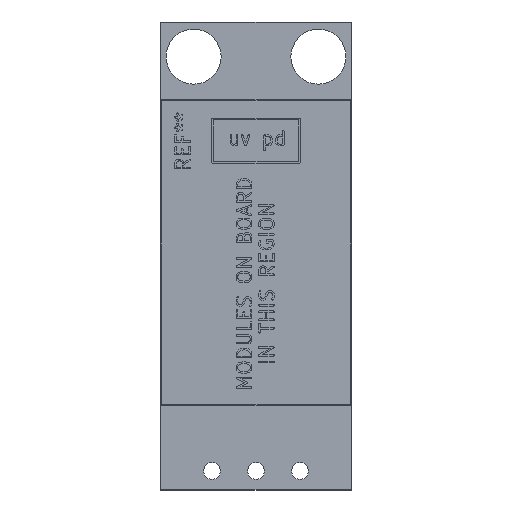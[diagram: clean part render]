
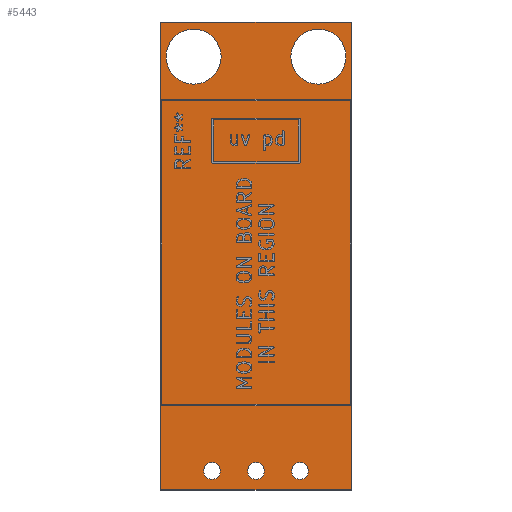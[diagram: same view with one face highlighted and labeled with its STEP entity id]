
A CAD part, top view. The second image highlights one B-rep face of the part: STEP entity #5443.
In plain terms, the highlighted planar face has unit normal (0, 0, 1).
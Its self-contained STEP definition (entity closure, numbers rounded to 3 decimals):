
#5443 = ADVANCED_FACE('',(#5444,#5478,#5489,#5500,#5511,#5522),#5533,.T.
  );
#5444 = FACE_BOUND('',#5445,.F.);
#5445 = EDGE_LOOP('',(#5446,#5456,#5464,#5472));
#5446 = ORIENTED_EDGE('',*,*,#5447,.T.);
#5447 = EDGE_CURVE('',#5448,#5450,#5452,.T.);
#5448 = VERTEX_POINT('',#5449);
#5449 = CARTESIAN_POINT('',(143.001,-90.531,1.56));
#5450 = VERTEX_POINT('',#5451);
#5451 = CARTESIAN_POINT('',(143.001,-63.531,1.56));
#5452 = LINE('',#5453,#5454);
#5453 = CARTESIAN_POINT('',(143.001,-90.531,1.56));
#5454 = VECTOR('',#5455,1.);
#5455 = DIRECTION('',(0.,1.,0.));
#5456 = ORIENTED_EDGE('',*,*,#5457,.T.);
#5457 = EDGE_CURVE('',#5450,#5458,#5460,.T.);
#5458 = VERTEX_POINT('',#5459);
#5459 = CARTESIAN_POINT('',(154.001,-63.531,1.56));
#5460 = LINE('',#5461,#5462);
#5461 = CARTESIAN_POINT('',(143.001,-63.531,1.56));
#5462 = VECTOR('',#5463,1.);
#5463 = DIRECTION('',(1.,0.,0.));
#5464 = ORIENTED_EDGE('',*,*,#5465,.T.);
#5465 = EDGE_CURVE('',#5458,#5466,#5468,.T.);
#5466 = VERTEX_POINT('',#5467);
#5467 = CARTESIAN_POINT('',(154.001,-90.531,1.56));
#5468 = LINE('',#5469,#5470);
#5469 = CARTESIAN_POINT('',(154.001,-63.531,1.56));
#5470 = VECTOR('',#5471,1.);
#5471 = DIRECTION('',(0.,-1.,0.));
#5472 = ORIENTED_EDGE('',*,*,#5473,.T.);
#5473 = EDGE_CURVE('',#5466,#5448,#5474,.T.);
#5474 = LINE('',#5475,#5476);
#5475 = CARTESIAN_POINT('',(154.001,-90.531,1.56));
#5476 = VECTOR('',#5477,1.);
#5477 = DIRECTION('',(-1.,0.,0.));
#5478 = FACE_BOUND('',#5479,.F.);
#5479 = EDGE_LOOP('',(#5480));
#5480 = ORIENTED_EDGE('',*,*,#5481,.T.);
#5481 = EDGE_CURVE('',#5482,#5482,#5484,.T.);
#5482 = VERTEX_POINT('',#5483);
#5483 = CARTESIAN_POINT('',(146.448,-89.431,1.56));
#5484 = CIRCLE('',#5485,0.487);
#5485 = AXIS2_PLACEMENT_3D('',#5486,#5487,#5488);
#5486 = CARTESIAN_POINT('',(145.961,-89.431,1.56));
#5487 = DIRECTION('',(0.,0.,1.));
#5488 = DIRECTION('',(1.,0.,-0.));
#5489 = FACE_BOUND('',#5490,.F.);
#5490 = EDGE_LOOP('',(#5491));
#5491 = ORIENTED_EDGE('',*,*,#5492,.T.);
#5492 = EDGE_CURVE('',#5493,#5493,#5495,.T.);
#5493 = VERTEX_POINT('',#5494);
#5494 = CARTESIAN_POINT('',(148.988,-89.431,1.56));
#5495 = CIRCLE('',#5496,0.487);
#5496 = AXIS2_PLACEMENT_3D('',#5497,#5498,#5499);
#5497 = CARTESIAN_POINT('',(148.501,-89.431,1.56));
#5498 = DIRECTION('',(0.,0.,1.));
#5499 = DIRECTION('',(1.,0.,-0.));
#5500 = FACE_BOUND('',#5501,.F.);
#5501 = EDGE_LOOP('',(#5502));
#5502 = ORIENTED_EDGE('',*,*,#5503,.T.);
#5503 = EDGE_CURVE('',#5504,#5504,#5506,.T.);
#5504 = VERTEX_POINT('',#5505);
#5505 = CARTESIAN_POINT('',(151.528,-89.431,1.56));
#5506 = CIRCLE('',#5507,0.487);
#5507 = AXIS2_PLACEMENT_3D('',#5508,#5509,#5510);
#5508 = CARTESIAN_POINT('',(151.041,-89.431,1.56));
#5509 = DIRECTION('',(0.,0.,1.));
#5510 = DIRECTION('',(1.,0.,-0.));
#5511 = FACE_BOUND('',#5512,.F.);
#5512 = EDGE_LOOP('',(#5513));
#5513 = ORIENTED_EDGE('',*,*,#5514,.T.);
#5514 = EDGE_CURVE('',#5515,#5515,#5517,.T.);
#5515 = VERTEX_POINT('',#5516);
#5516 = CARTESIAN_POINT('',(146.488,-65.531,1.56));
#5517 = CIRCLE('',#5518,1.587);
#5518 = AXIS2_PLACEMENT_3D('',#5519,#5520,#5521);
#5519 = CARTESIAN_POINT('',(144.901,-65.531,1.56));
#5520 = DIRECTION('',(0.,0.,1.));
#5521 = DIRECTION('',(1.,0.,-0.));
#5522 = FACE_BOUND('',#5523,.F.);
#5523 = EDGE_LOOP('',(#5524));
#5524 = ORIENTED_EDGE('',*,*,#5525,.T.);
#5525 = EDGE_CURVE('',#5526,#5526,#5528,.T.);
#5526 = VERTEX_POINT('',#5527);
#5527 = CARTESIAN_POINT('',(153.688,-65.531,1.56));
#5528 = CIRCLE('',#5529,1.587);
#5529 = AXIS2_PLACEMENT_3D('',#5530,#5531,#5532);
#5530 = CARTESIAN_POINT('',(152.101,-65.531,1.56));
#5531 = DIRECTION('',(0.,0.,1.));
#5532 = DIRECTION('',(1.,0.,-0.));
#5533 = PLANE('',#5534);
#5534 = AXIS2_PLACEMENT_3D('',#5535,#5536,#5537);
#5535 = CARTESIAN_POINT('',(0.,0.,1.56));
#5536 = DIRECTION('',(0.,0.,1.));
#5537 = DIRECTION('',(1.,0.,-0.));
